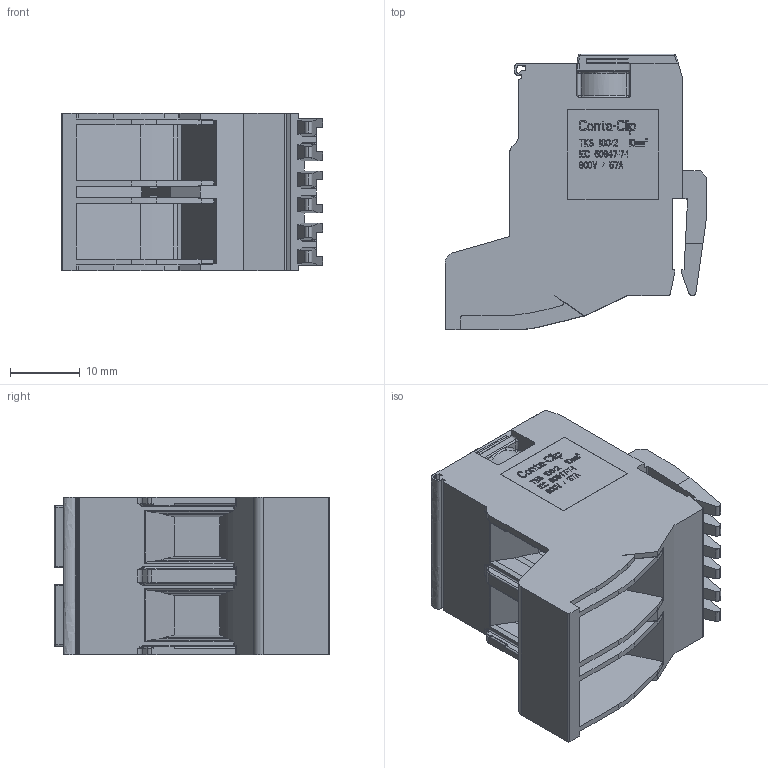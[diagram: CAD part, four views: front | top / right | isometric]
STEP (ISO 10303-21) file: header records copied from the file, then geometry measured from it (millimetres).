
FILE_DESCRIPTION((''),'2;1');
FILE_NAME('17033_3_TKS10_2_iso.stp','2010-09-14T',('Ludolph'),(''),'PRO/ENGINEER BY PARAMETRIC TECHNOLOGY CORPORATION, 2007390','PRO/ENGINEER BY PARAMETRIC TECHNOLOGY CORPORATION, 2007390','');
FILE_SCHEMA(('CONFIG_CONTROL_DESIGN'));
Length unit declared in the file: millimetre
Products named in the file (1): TKS100_2_3D_VOLUMEN
Bounding box: 37.53 x 39.5 x 22.5 mm (x, y, z)
Volume: 15844.5 mm3; surface area: 10769 mm2
Topology: 1 solids, 1 shells, 1895 faces, 5302 edges, 3462 vertices
Faces by surface type: plane 1592, cylinder 213, bspline 56, sphere 20, torus 14
Entity records: 62092 total; most frequent: CARTESIAN_POINT 13597, ORIENTED_EDGE 10604, DIRECTION 9148, EDGE_CURVE 5302, VECTOR 4762, LINE 4762, VERTEX_POINT 3462, AXIS2_PLACEMENT_3D 2193
